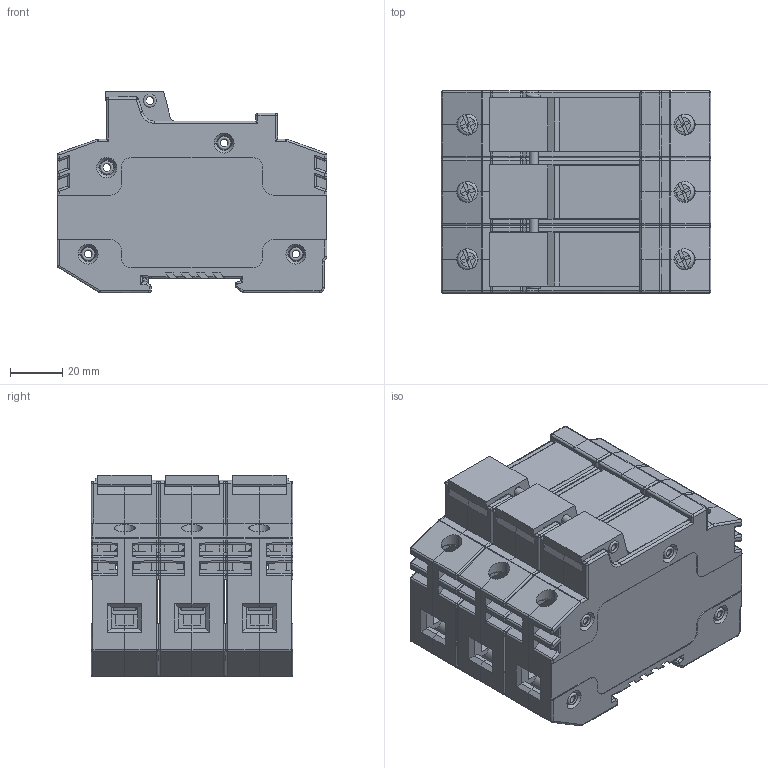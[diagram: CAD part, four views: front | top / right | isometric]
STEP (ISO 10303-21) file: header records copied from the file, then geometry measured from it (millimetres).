
FILE_DESCRIPTION(/* description */ (''),/* implementation_level */ '2;1');
FILE_NAME(/* name */ 'RT18-63 3P.stp',/* time_stamp */ '2024-01-18T11:58:26+08:00',/* author */ (''),/* organization */ (''),/* preprocessor_version */ 'ST-DEVELOPER v16',/* originating_system */ 'SIEMENS PLM Software NX 10.0',/* authorisation */ '');
FILE_SCHEMA (('CONFIG_CONTROL_DESIGN'));
Length unit declared in the file: millimetre
Products named in the file (4): 铆钉71.4; 铆钉74.5; 63; RT18-63 4P
Assembly tree (8 placements, depth 2):
  RT18-63 4P
    63  x3
    铆钉74.5  x4
    铆钉71.4
Bounding box: 103 x 77.1 x 76.91 mm (x, y, z)
Volume: 227804.9 mm3; surface area: 206743.9 mm2
Topology: 41 solids, 41 shells, 4716 faces, 12569 edges, 7734 vertices
Faces by surface type: plane 3007, cylinder 1222, bspline 156, cone 126, torus 112, sphere 93
Full cylindrical faces by diameter (mm): 3 x5, 3.5 x5, 3.8 x30, 7 x6
Entity records: 53298 total; most frequent: CARTESIAN_POINT 13835, ORIENTED_EDGE 8240, DIRECTION 7935, EDGE_CURVE 4120, LINE 2985, VECTOR 2985, VERTEX_POINT 2574, AXIS2_PLACEMENT_3D 2475
